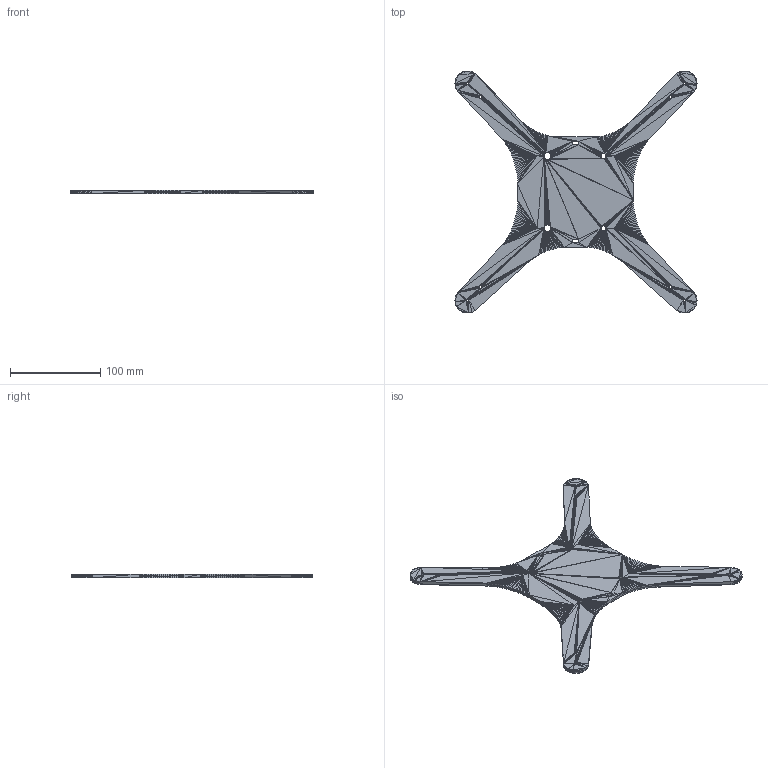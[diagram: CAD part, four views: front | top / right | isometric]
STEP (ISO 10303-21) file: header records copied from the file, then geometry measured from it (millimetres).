
FILE_DESCRIPTION(('FreeCAD Model'),'2;1');
FILE_NAME('BedsupportNewALU.stp','2020-06-12T16:48:48',('Author'),(''), 'Open CASCADE STEP processor 7.2','FreeCAD','Unknown');
FILE_SCHEMA(('AUTOMOTIVE_DESIGN { 1 0 10303 214 1 1 1 1 }'));
Products named in the file (1): BedsupportNewALU001
Bounding box: 267.48 x 267.35 x 4 mm (x, y, z)
Surface area: 61878.4 mm2 (no closed solid volume)
Topology: 0 solids, 1 shells, 3764 faces, 5646 edges, 1856 vertices
Faces by surface type: plane 3764
Entity records: 141127 total; most frequent: CARTESIAN_POINT 28205, DIRECTION 18822, ORIENTED_EDGE 11292, LINE 11292, VECTOR 11292, PCURVE 11292, DEFINITIONAL_REPRESENTATION 11292, EDGE_CURVE 5646
